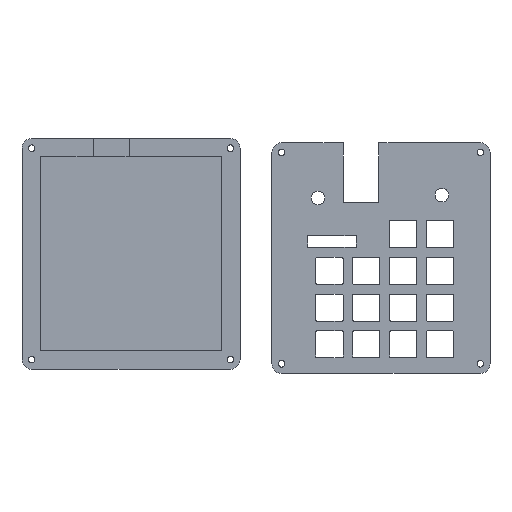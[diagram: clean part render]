
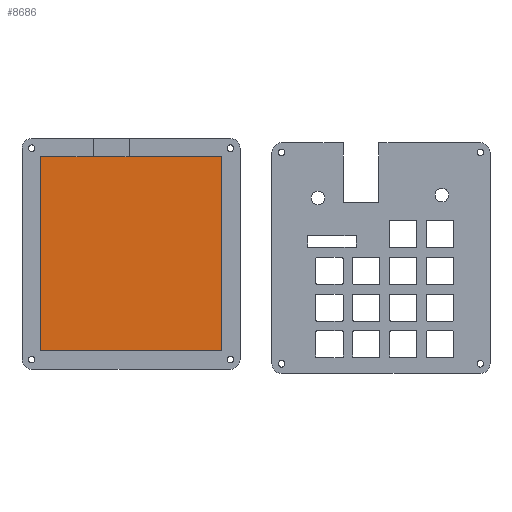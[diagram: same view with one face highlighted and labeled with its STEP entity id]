
A CAD part, top view. The second image highlights one B-rep face of the part: STEP entity #8686.
In plain terms, the highlighted planar face has unit normal (0, 0, 1).
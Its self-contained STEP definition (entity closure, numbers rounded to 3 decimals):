
#437=PLANE('',#8988);
#825=FACE_OUTER_BOUND('',#1315,.T.);
#1315=EDGE_LOOP('',(#7309,#7310,#7311,#7312));
#1969=LINE('',#16093,#2709);
#1971=LINE('',#16097,#2711);
#1972=LINE('',#16099,#2712);
#1973=LINE('',#16100,#2713);
#2709=VECTOR('',#9987,10.);
#2711=VECTOR('',#9991,10.);
#2712=VECTOR('',#9992,10.);
#2713=VECTOR('',#9993,10.);
#3988=VERTEX_POINT('',#16090);
#3989=VERTEX_POINT('',#16092);
#3990=VERTEX_POINT('',#16096);
#3991=VERTEX_POINT('',#16098);
#5145=EDGE_CURVE('',#3988,#3989,#1969,.T.);
#5147=EDGE_CURVE('',#3990,#3988,#1971,.T.);
#5148=EDGE_CURVE('',#3991,#3990,#1972,.T.);
#5149=EDGE_CURVE('',#3989,#3991,#1973,.T.);
#7309=ORIENTED_EDGE('',*,*,#5147,.F.);
#7310=ORIENTED_EDGE('',*,*,#5148,.F.);
#7311=ORIENTED_EDGE('',*,*,#5149,.F.);
#7312=ORIENTED_EDGE('',*,*,#5145,.F.);
#8686=ADVANCED_FACE('',(#825),#437,.T.);
#8988=AXIS2_PLACEMENT_3D('',#16095,#9989,#9990);
#9987=DIRECTION('',(1.,0.,0.));
#9989=DIRECTION('center_axis',(0.,0.,1.));
#9990=DIRECTION('ref_axis',(1.,0.,0.));
#9991=DIRECTION('',(0.,1.,0.));
#9992=DIRECTION('',(-1.,0.,0.));
#9993=DIRECTION('',(0.,-1.,0.));
#16090=CARTESIAN_POINT('',(0.,100.3,3.));
#16092=CARTESIAN_POINT('',(93.8,100.3,3.));
#16093=CARTESIAN_POINT('',(23.45,100.3,3.));
#16095=CARTESIAN_POINT('Origin',(46.9,50.15,3.));
#16096=CARTESIAN_POINT('',(0.,0.,3.));
#16097=CARTESIAN_POINT('',(0.,25.075,3.));
#16098=CARTESIAN_POINT('',(93.8,0.,3.));
#16099=CARTESIAN_POINT('',(70.35,0.,3.));
#16100=CARTESIAN_POINT('',(93.8,75.225,3.));
